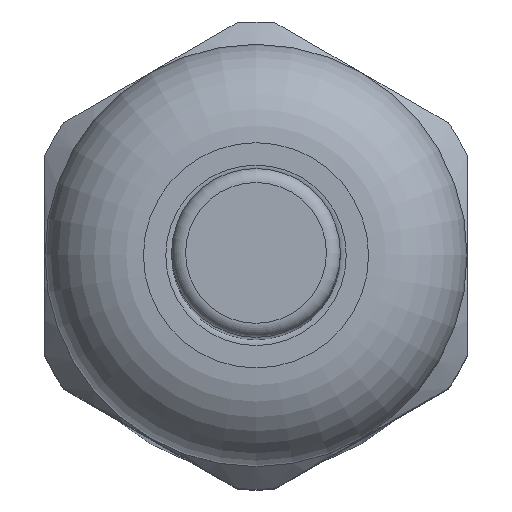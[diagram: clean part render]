
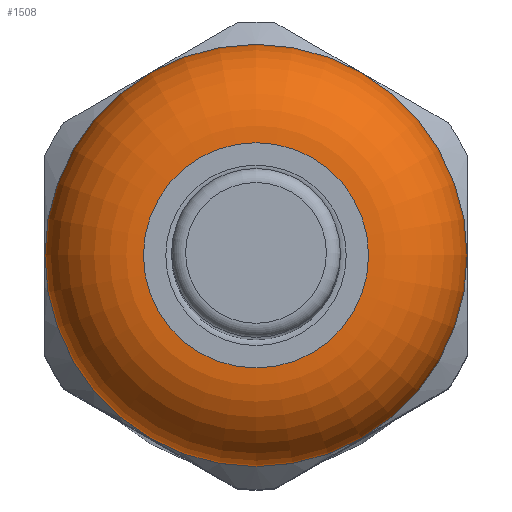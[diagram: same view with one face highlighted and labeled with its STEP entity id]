
A CAD part, top view. The second image highlights one B-rep face of the part: STEP entity #1508.
In plain terms, the highlighted toroidal (fillet/blend) face has major radius 4 mm and minor radius 3.5 mm.
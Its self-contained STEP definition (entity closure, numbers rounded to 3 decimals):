
#316=TOROIDAL_SURFACE('',#1722,4.,3.5);
#364=FACE_OUTER_BOUND('',#479,.T.);
#479=EDGE_LOOP('',(#1166,#1167,#1168,#1169));
#600=CIRCLE('',#1723,4.);
#601=CIRCLE('',#1724,3.5);
#602=CIRCLE('',#1725,7.5);
#712=VERTEX_POINT('',#2668);
#713=VERTEX_POINT('',#2670);
#876=EDGE_CURVE('',#712,#712,#600,.T.);
#877=EDGE_CURVE('',#712,#713,#601,.T.);
#878=EDGE_CURVE('',#713,#713,#602,.T.);
#1166=ORIENTED_EDGE('',*,*,#876,.F.);
#1167=ORIENTED_EDGE('',*,*,#877,.T.);
#1168=ORIENTED_EDGE('',*,*,#878,.T.);
#1169=ORIENTED_EDGE('',*,*,#877,.F.);
#1508=ADVANCED_FACE('',(#364),#316,.T.);
#1722=AXIS2_PLACEMENT_3D('',#2667,#2085,#2086);
#1723=AXIS2_PLACEMENT_3D('',#2669,#2087,#2088);
#1724=AXIS2_PLACEMENT_3D('',#2671,#2089,#2090);
#1725=AXIS2_PLACEMENT_3D('',#2672,#2091,#2092);
#2085=DIRECTION('center_axis',(1.,0.,0.));
#2086=DIRECTION('ref_axis',(0.,0.,-1.));
#2087=DIRECTION('center_axis',(1.,0.,0.));
#2088=DIRECTION('ref_axis',(0.,0.,-1.));
#2089=DIRECTION('center_axis',(0.,-1.,0.));
#2090=DIRECTION('ref_axis',(0.,0.,1.));
#2091=DIRECTION('center_axis',(1.,0.,0.));
#2092=DIRECTION('ref_axis',(0.,0.,-1.));
#2667=CARTESIAN_POINT('Origin',(26.5,0.,0.));
#2668=CARTESIAN_POINT('',(30.,0.,4.));
#2669=CARTESIAN_POINT('Origin',(30.,0.,0.));
#2670=CARTESIAN_POINT('',(26.5,0.,7.5));
#2671=CARTESIAN_POINT('Origin',(26.5,0.,4.));
#2672=CARTESIAN_POINT('Origin',(26.5,0.,0.));
